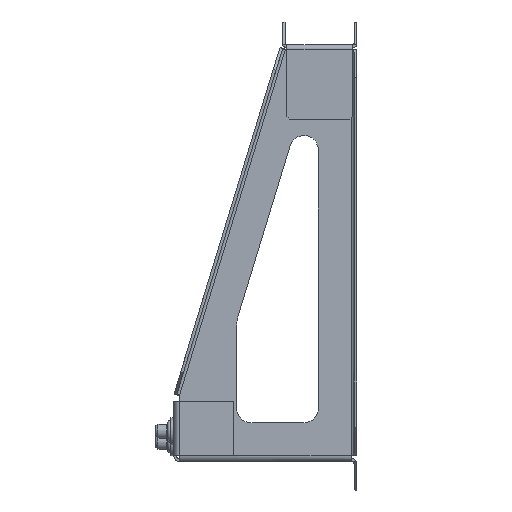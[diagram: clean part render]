
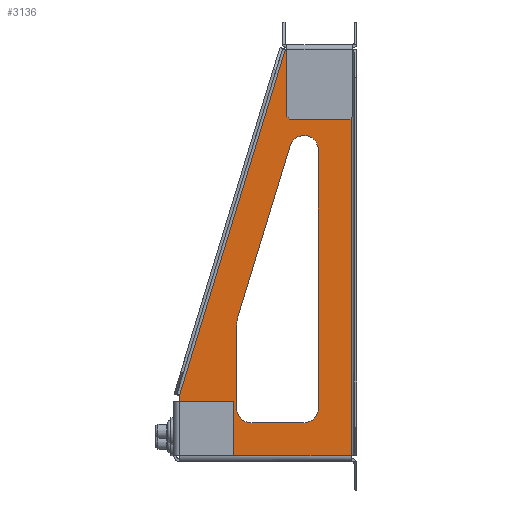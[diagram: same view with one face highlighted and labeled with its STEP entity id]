
A CAD part, left-side view. The second image highlights one B-rep face of the part: STEP entity #3136.
In plain terms, the highlighted planar face has unit normal (-1, 0, 0).
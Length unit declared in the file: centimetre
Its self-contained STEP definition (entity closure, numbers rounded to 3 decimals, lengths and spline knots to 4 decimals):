
#211=CIRCLE('',#3332,0.5);
#213=CIRCLE('',#3336,1.);
#215=CIRCLE('',#3340,0.5);
#217=CIRCLE('',#3344,0.5);
#423=VERTEX_POINT('',#4525);
#455=VERTEX_POINT('',#4615);
#458=VERTEX_POINT('',#4623);
#471=VERTEX_POINT('',#4657);
#502=VERTEX_POINT('',#4753);
#503=VERTEX_POINT('',#4755);
#505=VERTEX_POINT('',#4761);
#507=VERTEX_POINT('',#4767);
#509=VERTEX_POINT('',#4773);
#511=VERTEX_POINT('',#4779);
#513=VERTEX_POINT('',#4785);
#515=VERTEX_POINT('',#4791);
#569=VERTEX_POINT('',#4970);
#739=VECTOR('',#3737,1.);
#785=VECTOR('',#3855,1.);
#789=VECTOR('',#3866,1.);
#793=VECTOR('',#3877,1.);
#797=VECTOR('',#3888,1.);
#800=VECTOR('',#3895,1.);
#850=VECTOR('',#4045,1.);
#852=VECTOR('',#4054,1.);
#858=VECTOR('',#4070,1.);
#1033=LINE('',#4624,#739);
#1079=LINE('',#4760,#785);
#1083=LINE('',#4772,#789);
#1087=LINE('',#4784,#793);
#1091=LINE('',#4795,#797);
#1094=LINE('',#4801,#800);
#1144=LINE('',#4963,#850);
#1146=LINE('',#4969,#852);
#1152=LINE('',#4988,#858);
#1356=EDGE_CURVE('',#458,#455,#1033,.T.);
#1420=EDGE_CURVE('',#503,#502,#211,.T.);
#1423=EDGE_CURVE('',#505,#503,#1079,.T.);
#1426=EDGE_CURVE('',#507,#505,#213,.T.);
#1429=EDGE_CURVE('',#509,#507,#1083,.T.);
#1432=EDGE_CURVE('',#511,#509,#215,.T.);
#1435=EDGE_CURVE('',#513,#511,#1087,.T.);
#1438=EDGE_CURVE('',#515,#513,#217,.T.);
#1441=EDGE_CURVE('',#502,#515,#1091,.T.);
#1444=EDGE_CURVE('',#458,#471,#1094,.T.);
#1527=EDGE_CURVE('',#455,#423,#1144,.T.);
#1531=EDGE_CURVE('',#423,#569,#1146,.T.);
#1541=EDGE_CURVE('',#569,#471,#1152,.T.);
#2196=ORIENTED_EDGE('',*,*,#1420,.T.);
#2197=ORIENTED_EDGE('',*,*,#1441,.T.);
#2198=ORIENTED_EDGE('',*,*,#1438,.T.);
#2199=ORIENTED_EDGE('',*,*,#1435,.T.);
#2200=ORIENTED_EDGE('',*,*,#1432,.T.);
#2201=ORIENTED_EDGE('',*,*,#1429,.T.);
#2202=ORIENTED_EDGE('',*,*,#1426,.T.);
#2203=ORIENTED_EDGE('',*,*,#1423,.T.);
#2204=ORIENTED_EDGE('',*,*,#1527,.F.);
#2205=ORIENTED_EDGE('',*,*,#1356,.F.);
#2206=ORIENTED_EDGE('',*,*,#1444,.T.);
#2207=ORIENTED_EDGE('',*,*,#1541,.F.);
#2208=ORIENTED_EDGE('',*,*,#1531,.F.);
#2695=EDGE_LOOP('',(#2196,#2197,#2198,#2199,#2200,#2201,#2202,#2203));
#2696=EDGE_LOOP('',(#2204,#2205,#2206,#2207,#2208));
#2921=FACE_BOUND('',#2695,.T.);
#2922=FACE_BOUND('',#2696,.T.);
#3136=ADVANCED_FACE('',(#2921,#2922),#5408,.F.);
#3332=AXIS2_PLACEMENT_3D('',#4754,#3850,#3851);
#3336=AXIS2_PLACEMENT_3D('',#4766,#3861,#3862);
#3340=AXIS2_PLACEMENT_3D('',#4778,#3872,#3873);
#3344=AXIS2_PLACEMENT_3D('',#4790,#3883,#3884);
#3418=AXIS2_PLACEMENT_3D('',#4989,#4071,$);
#3737=DIRECTION('',(0.,-1.,0.));
#3850=DIRECTION('',(1.,0.,0.));
#3851=DIRECTION('',(0.,0.,0.5));
#3855=DIRECTION('',(0.,-0.292,0.956));
#3861=DIRECTION('',(1.,0.,0.));
#3862=DIRECTION('',(0.,0.,1.));
#3866=DIRECTION('',(0.,0.,1.));
#3872=DIRECTION('',(1.,0.,0.));
#3873=DIRECTION('',(0.,0.,0.5));
#3877=DIRECTION('',(0.,1.,0.));
#3883=DIRECTION('',(1.,0.,0.));
#3884=DIRECTION('',(0.,0.,0.5));
#3888=DIRECTION('',(0.,0.,-1.));
#3895=DIRECTION('',(0.,0.292,-0.956));
#4045=DIRECTION('',(0.,0.,-1.));
#4054=DIRECTION('',(0.,1.,0.));
#4070=DIRECTION('',(0.,0.,1.));
#4071=DIRECTION('',(1.,0.,0.));
#4525=CARTESIAN_POINT('',(-0.1,0.2,0.2));
#4615=CARTESIAN_POINT('',(-0.1,0.2,14.4));
#4623=CARTESIAN_POINT('',(-0.1,2.5,14.4));
#4624=CARTESIAN_POINT('',(-0.1,0.,14.4));
#4657=CARTESIAN_POINT('',(-0.1,6.2,2.2978));
#4753=CARTESIAN_POINT('',(-0.1,1.35,10.8826));
#4754=CARTESIAN_POINT('',(-0.1,1.85,10.8826));
#4755=CARTESIAN_POINT('',(-0.1,2.3282,11.0287));
#4760=CARTESIAN_POINT('',(-0.1,2.8899,9.1913));
#4761=CARTESIAN_POINT('',(-0.1,4.1563,5.0491));
#4766=CARTESIAN_POINT('',(-0.1,3.2,4.7568));
#4767=CARTESIAN_POINT('',(-0.1,4.2,4.7568));
#4772=CARTESIAN_POINT('',(-0.1,4.2,6.0015));
#4773=CARTESIAN_POINT('',(-0.1,4.2,1.85));
#4778=CARTESIAN_POINT('',(-0.1,3.7,1.85));
#4779=CARTESIAN_POINT('',(-0.1,3.7,1.35));
#4784=CARTESIAN_POINT('',(-0.1,3.4,1.35));
#4785=CARTESIAN_POINT('',(-0.1,1.85,1.35));
#4790=CARTESIAN_POINT('',(-0.1,1.85,1.85));
#4791=CARTESIAN_POINT('',(-0.1,1.35,1.85));
#4795=CARTESIAN_POINT('',(-0.1,1.35,4.5481));
#4801=CARTESIAN_POINT('',(-0.1,3.5257,11.045));
#4963=CARTESIAN_POINT('',(-0.1,0.2,10.8231));
#4969=CARTESIAN_POINT('',(-0.1,4.65,0.2));
#4970=CARTESIAN_POINT('',(-0.1,6.2,0.2));
#4988=CARTESIAN_POINT('',(-0.1,6.2,14.4));
#4989=CARTESIAN_POINT('',(-0.1,3.1,7.2462));
#5408=PLANE('',#3418);
